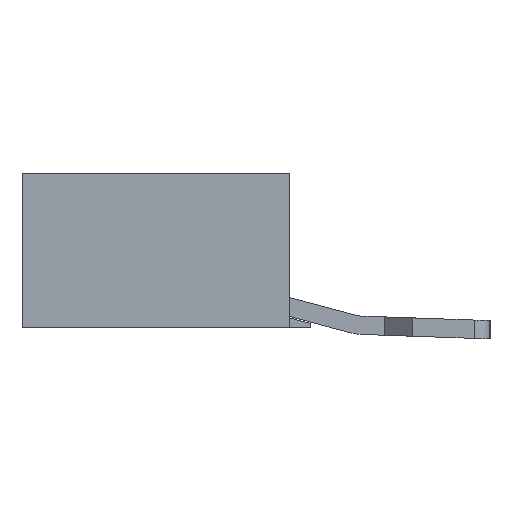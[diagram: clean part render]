
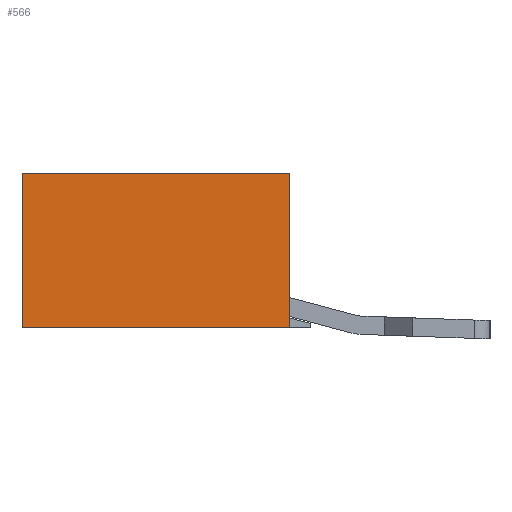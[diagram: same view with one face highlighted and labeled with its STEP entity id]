
A CAD part, left-side view. The second image highlights one B-rep face of the part: STEP entity #566.
In plain terms, the highlighted planar face has unit normal (-1, 0, 0).
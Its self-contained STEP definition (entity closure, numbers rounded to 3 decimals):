
#566 = ADVANCED_FACE( '', ( #1319 ), #1320, .F. );
#1319 = FACE_OUTER_BOUND( '', #2244, .T. );
#1320 = PLANE( '', #2245 );
#2244 = EDGE_LOOP( '', ( #4067, #4068, #4069, #4070 ) );
#2245 = AXIS2_PLACEMENT_3D( '', #4071, #4072, #4073 );
#4067 = ORIENTED_EDGE( '', *, *, #6347, .F. );
#4068 = ORIENTED_EDGE( '', *, *, #5989, .F. );
#4069 = ORIENTED_EDGE( '', *, *, #5898, .F. );
#4070 = ORIENTED_EDGE( '', *, *, #6159, .F. );
#4071 = CARTESIAN_POINT( '', ( -90.5, -24.214, 2.837 ) );
#4072 = DIRECTION( '', ( 1., 0., 0. ) );
#4073 = DIRECTION( '', ( 0., 0., -1. ) );
#5898 = EDGE_CURVE( '', #7200, #7201, #7202, .T. );
#5989 = EDGE_CURVE( '', #7201, #7353, #7354, .T. );
#6159 = EDGE_CURVE( '', #7644, #7200, #7646, .T. );
#6347 = EDGE_CURVE( '', #7353, #7644, #7940, .T. );
#7200 = VERTEX_POINT( '', #9065 );
#7201 = VERTEX_POINT( '', #9066 );
#7202 = LINE( '', #9067, #9068 );
#7353 = VERTEX_POINT( '', #9276 );
#7354 = LINE( '', #9277, #9278 );
#7644 = VERTEX_POINT( '', #9700 );
#7646 = LINE( '', #9703, #9704 );
#7940 = LINE( '', #10135, #10136 );
#9065 = CARTESIAN_POINT( '', ( -90.5, 0., 0. ) );
#9066 = CARTESIAN_POINT( '', ( -90.5, 0., 11. ) );
#9067 = CARTESIAN_POINT( '', ( -90.5, 0., 0. ) );
#9068 = VECTOR( '', #11272, 1000. );
#9276 = CARTESIAN_POINT( '', ( -90.5, -19., 11. ) );
#9277 = CARTESIAN_POINT( '', ( -90.5, 0., 11. ) );
#9278 = VECTOR( '', #11372, 1000. );
#9700 = CARTESIAN_POINT( '', ( -90.5, -19., 0. ) );
#9703 = CARTESIAN_POINT( '', ( -90.5, -19., 0. ) );
#9704 = VECTOR( '', #11557, 1000. );
#10135 = CARTESIAN_POINT( '', ( -90.5, -19., 0.818 ) );
#10136 = VECTOR( '', #11776, 1000. );
#11272 = DIRECTION( '', ( 0., 0., 1. ) );
#11372 = DIRECTION( '', ( 0., -1., 0. ) );
#11557 = DIRECTION( '', ( 0., 1., 0. ) );
#11776 = DIRECTION( '', ( 0., 0., -1. ) );
